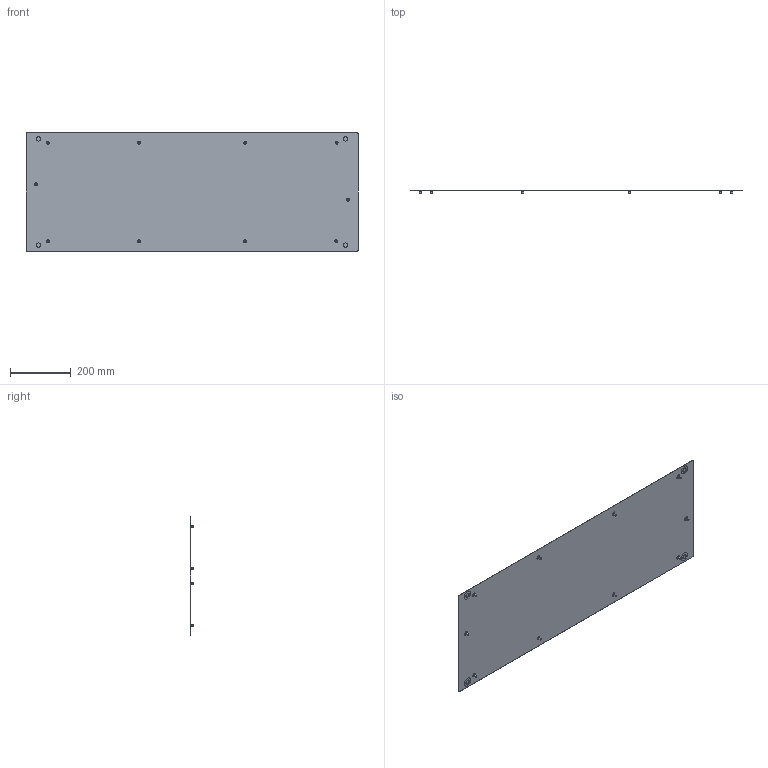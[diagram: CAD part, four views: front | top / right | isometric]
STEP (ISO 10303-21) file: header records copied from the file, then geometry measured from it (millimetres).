
FILE_DESCRIPTION(('STEP AP214'),'1');
FILE_NAME('cctmp_27D17469-59BE-4ED5-92F7-085CD9790F84_2024_05_06_11_28_25_0153..stp','2024-05-06T09:28:25',('SIEMENS A&D'),('CADClick - www.CADClick.com'),'Spatial InterOp 3D',' ','unknown authorization');
FILE_SCHEMA(('AUTOMOTIVE_DESIGN'));
Length unit declared in the file: millimetre
Products named in the file (16): cc_unnamed; 2024_05_06_11_28_25_0138; 2024_05_06_11_28_25_0106; 2024_05_06_11_28_25_0075; 2024_05_06_11_28_25_0044; 2024_05_06_11_28_25_0013; 2024_05_06_11_28_24_0981; 2024_05_06_11_28_24_0950; 2024_05_06_11_28_24_0919; 2024_05_06_11_28_24_0887; 2024_05_06_11_28_24_0856; 2024_05_06_11_28_24_0825; 2024_05_06_11_28_24_0794; 2024_05_06_11_28_24_0763; 2024_05_06_11_28_24_0731; 2024_05_06_11_28_24_0700
Assembly tree (15 placements, depth 2):
  cc_unnamed
    2024_05_06_11_28_25_0138
    2024_05_06_11_28_25_0106
    2024_05_06_11_28_25_0075
    2024_05_06_11_28_25_0044
    2024_05_06_11_28_25_0013
    2024_05_06_11_28_24_0981
    2024_05_06_11_28_24_0950
    2024_05_06_11_28_24_0919
    2024_05_06_11_28_24_0887
    2024_05_06_11_28_24_0856
    2024_05_06_11_28_24_0825
    2024_05_06_11_28_24_0794
    2024_05_06_11_28_24_0763
    2024_05_06_11_28_24_0731
    2024_05_06_11_28_24_0700
Bounding box: 1092.5 x 12.1 x 389 mm (x, y, z)
Volume: 639925.5 mm3; surface area: 862535.5 mm2
Topology: 15 solids, 15 shells, 224 faces, 492 edges, 308 vertices
Faces by surface type: plane 104, cylinder 60, cone 60
Entity records: 8421 total; most frequent: DIRECTION 1152, CARTESIAN_POINT 1040, ORIENTED_EDGE 984, EDGE_CURVE 492, AXIS2_PLACEMENT_3D 420, LINE 312, VECTOR 312, VERTEX_POINT 308
